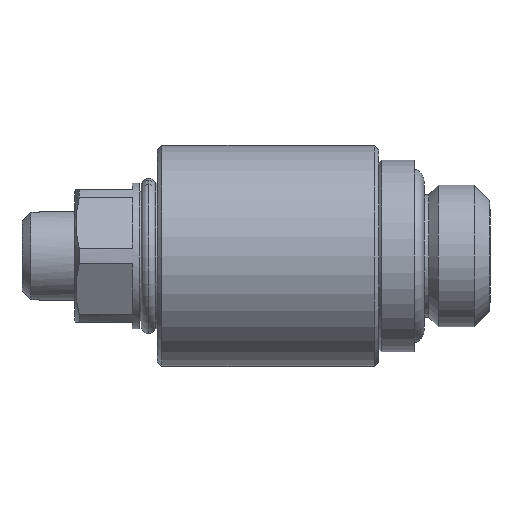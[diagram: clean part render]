
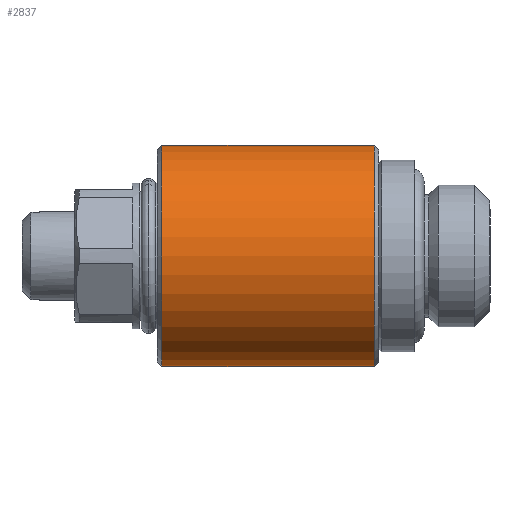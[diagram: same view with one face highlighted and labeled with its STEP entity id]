
A CAD part, left-side view. The second image highlights one B-rep face of the part: STEP entity #2837.
In plain terms, the highlighted cylindrical face has radius 7.5 mm (diameter 15 mm), a partial arc.
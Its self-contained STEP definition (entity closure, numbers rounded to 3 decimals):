
#380 = DIRECTION ( 'NONE',  ( 0., 0., -1. ) ) ;
#381 = DIRECTION ( 'NONE',  ( 0., -1., 0. ) ) ;
#382 = AXIS2_PLACEMENT_3D ( 'NONE', #448, #381, #380 ) ;
#383 = CIRCLE ( 'NONE', #382, 7.5 ) ;
#388 = FACE_OUTER_BOUND ( 'NONE', #2830, .T. ) ;
#392 = DIRECTION ( 'NONE',  ( 0., 0., -1. ) ) ;
#393 = DIRECTION ( 'NONE',  ( 0., -1., 0. ) ) ;
#394 = CARTESIAN_POINT ( 'NONE',  ( 0., 8.2, 0. ) ) ;
#395 = AXIS2_PLACEMENT_3D ( 'NONE', #394, #393, #392 ) ;
#396 = CIRCLE ( 'NONE', #395, 7.5 ) ;
#448 = CARTESIAN_POINT ( 'NONE',  ( 0., 22.6, 0. ) ) ;
#463 = DIRECTION ( 'NONE',  ( 0., 0., -1. ) ) ;
#464 = DIRECTION ( 'NONE',  ( 0., -1., 0. ) ) ;
#465 = AXIS2_PLACEMENT_3D ( 'NONE', #467, #464, #463 ) ;
#467 = CARTESIAN_POINT ( 'NONE',  ( 0., 5.519, 0. ) ) ;
#468 = CYLINDRICAL_SURFACE ( 'NONE', #465, 7.5 ) ;
#1058 = LINE ( 'NONE', #1106, #1105 ) ;
#1104 = DIRECTION ( 'NONE',  ( 0., -1., 0. ) ) ;
#1105 = VECTOR ( 'NONE', #1104, 1000. ) ;
#1106 = CARTESIAN_POINT ( 'NONE',  ( 0., 5.519, 7.5 ) ) ;
#1640 = CARTESIAN_POINT ( 'NONE',  ( 0., 8.2, -7.5 ) ) ;
#1759 = CARTESIAN_POINT ( 'NONE',  ( 0., 8.2, 7.5 ) ) ;
#2253 = DIRECTION ( 'NONE',  ( 0., -1., 0. ) ) ;
#2254 = VECTOR ( 'NONE', #2253, 1000. ) ;
#2255 = CARTESIAN_POINT ( 'NONE',  ( 0., 5.519, -7.5 ) ) ;
#2256 = LINE ( 'NONE', #2255, #2254 ) ;
#2274 = CARTESIAN_POINT ( 'NONE',  ( 0., 22.6, -7.5 ) ) ;
#2275 = CARTESIAN_POINT ( 'NONE',  ( 0., 22.6, 7.5 ) ) ;
#2731 = VERTEX_POINT ( 'NONE', #2275 ) ;
#2732 = VERTEX_POINT ( 'NONE', #2274 ) ;
#2750 = EDGE_CURVE ( 'NONE', #2732, #3281, #2256, .T. ) ;
#2828 = ORIENTED_EDGE ( 'NONE', *, *, #2831, .T. ) ;
#2830 = EDGE_LOOP ( 'NONE', ( #2838, #2828, #2835, #2836 ) ) ;
#2831 = EDGE_CURVE ( 'NONE', #2731, #2732, #383, .T. ) ;
#2832 = EDGE_CURVE ( 'NONE', #3284, #3281, #396, .T. ) ;
#2835 = ORIENTED_EDGE ( 'NONE', *, *, #2750, .T. ) ;
#2836 = ORIENTED_EDGE ( 'NONE', *, *, #2832, .F. ) ;
#2837 = ADVANCED_FACE ( 'NONE', ( #388 ), #468, .T. ) ;
#2838 = ORIENTED_EDGE ( 'NONE', *, *, #2929, .F. ) ;
#2929 = EDGE_CURVE ( 'NONE', #2731, #3284, #1058, .T. ) ;
#3281 = VERTEX_POINT ( 'NONE', #1640 ) ;
#3284 = VERTEX_POINT ( 'NONE', #1759 ) ;
